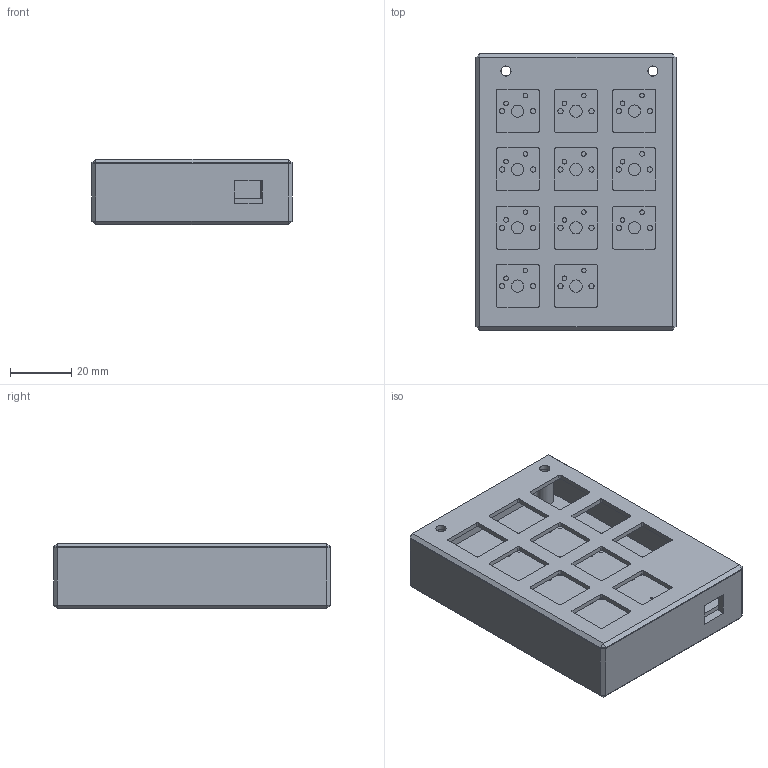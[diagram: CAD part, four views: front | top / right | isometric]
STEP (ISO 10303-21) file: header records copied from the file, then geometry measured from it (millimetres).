
FILE_DESCRIPTION(/* description */ ('STEP AP242','CAx-IF Rec.Pracs.---Representation and Presentation of Product Manufacturing Information (PMI)---4.0---2014-10-13','CAx-IF Rec.Pracs.---3D Tessellated Geometry---0.4---2014-09-14','2;1'),/* implementation_level */ '2;1');
FILE_NAME(/* name */ '68627a00e4e7f432ef845079',/* time_stamp */ '2025-06-30T11:50:25Z',/* author */ (''),/* organization */ (''),/* preprocessor_version */ 'ST-DEVELOPER v20',/* originating_system */ 'ONSHAPE BY PTC INC, 1.200',/* authorisation */ ' ');
FILE_SCHEMA (('AP242_MANAGED_MODEL_BASED_3D_ENGINEERING_MIM_LF { 1 0 10303 442 1 1 4 }'));
Length unit declared in the file: metre
Products named in the file (5): MacroPad 1; Part 1; MacroPad_PCB; Part 2
Assembly tree (5 placements, depth 2):
  MacroPad 1
    Part 1
    MacroPad_PCB
    Part 2  x2
    Part 1
Bounding box: 65.4 x 90.4 x 21.5 mm (x, y, z)
Volume: 41013.6 mm3; surface area: 43130 mm2
Topology: 5 solids, 5 shells, 230 faces, 629 edges, 412 vertices
Faces by surface type: cylinder 125, plane 105
Full cylindrical faces by diameter (mm): 0.889 x14, 1.5 x22, 1.7 x22, 3.2 x6, 3.3 x2, 4 x11, 5.5 x4
Entity records: 7325 total; most frequent: DIRECTION 1252, CARTESIAN_POINT 1180, ORIENTED_EDGE 1084, EDGE_CURVE 542, EDGE_LOOP 484, FACE_BOUND 484, AXIS2_PLACEMENT_3D 478, VERTEX_POINT 406
